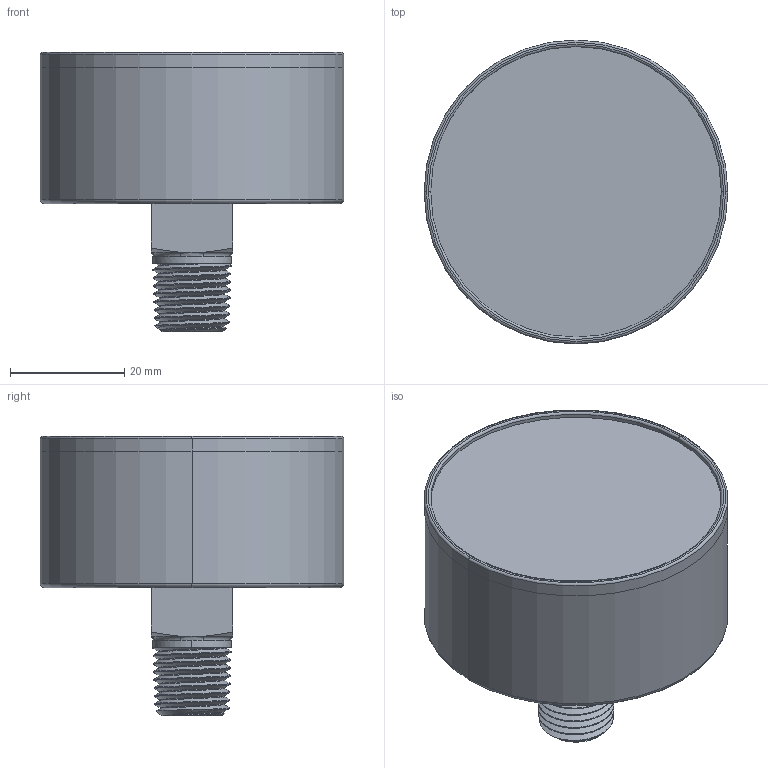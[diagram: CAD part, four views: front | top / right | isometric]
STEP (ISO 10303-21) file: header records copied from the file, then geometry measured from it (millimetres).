
FILE_DESCRIPTION (( 'STEP AP203' ), '1' );
FILE_NAME ('Pressure Gauge 0-300psi.STEP', '2019-01-14T20:03:37', ( '' ), ( '' ), 'SwSTEP 2.0', 'SolidWorks 2018', '' );
FILE_SCHEMA (( 'CONFIG_CONTROL_DESIGN' ));
Products named in the file (1): Pressure Gauge 0-300psi
Bounding box: 53.09 x 53.09 x 48.77 mm (x, y, z)
Volume: 59724.8 mm3; surface area: 15212.3 mm2
Topology: 19 solids, 19 shells, 311 faces, 793 edges, 523 vertices
Faces by surface type: bspline 157, plane 97, cone 25, cylinder 22, torus 10
Entity records: 27659 total; most frequent: CARTESIAN_POINT 21159, ORIENTED_EDGE 1586, DIRECTION 816, EDGE_CURVE 793, VERTEX_POINT 523, B_SPLINE_CURVE_WITH_KNOTS 364, LINE 352, VECTOR 352
